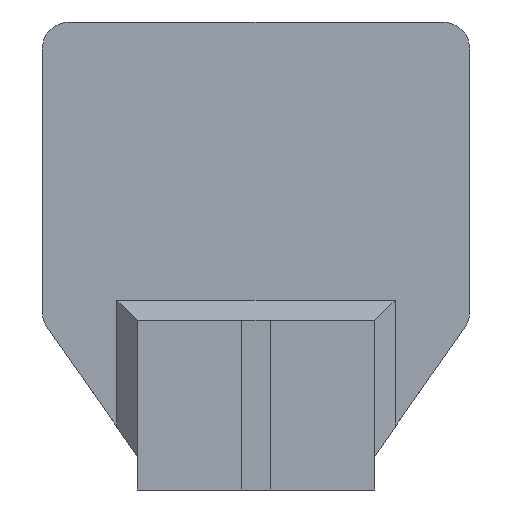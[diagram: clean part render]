
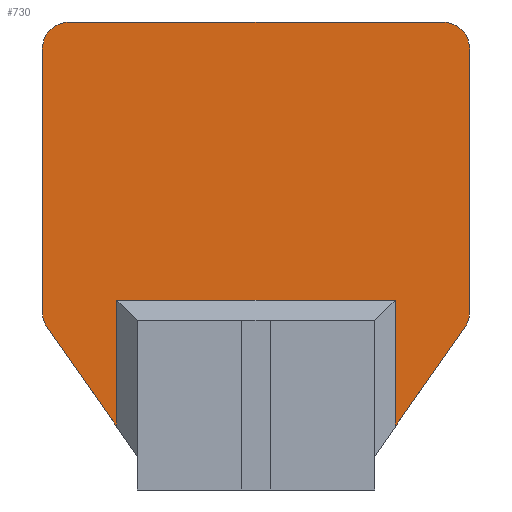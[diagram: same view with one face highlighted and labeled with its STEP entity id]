
A CAD part, front view. The second image highlights one B-rep face of the part: STEP entity #730.
In plain terms, the highlighted planar face has unit normal (0, -1, 0).
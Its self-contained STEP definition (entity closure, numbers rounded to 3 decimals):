
#42=CARTESIAN_POINT('Vertex',(-31.504,6.,26.261)) ;
#45=CARTESIAN_POINT('Line Origine',(-31.504,6.,45.631)) ;
#49=CARTESIAN_POINT('Vertex',(-31.504,6.,65.)) ;
#76=CARTESIAN_POINT('Axis2P3D Location',(-27.504,6.,65.)) ;
#80=CARTESIAN_POINT('Vertex',(-27.504,6.,69.)) ;
#107=CARTESIAN_POINT('Axis2P3D Location',(-27.504,6.,26.261)) ;
#111=CARTESIAN_POINT('Vertex',(-30.781,6.,23.967)) ;
#138=CARTESIAN_POINT('Line Origine',(-13.752,6.,69.)) ;
#142=CARTESIAN_POINT('Vertex',(0.,6.,69.)) ;
#170=CARTESIAN_POINT('Vertex',(27.504,6.,69.)) ;
#178=CARTESIAN_POINT('Line Origine',(13.752,6.,69.)) ;
#195=CARTESIAN_POINT('Axis2P3D Location',(27.504,6.,65.)) ;
#199=CARTESIAN_POINT('Vertex',(31.504,6.,65.)) ;
#226=CARTESIAN_POINT('Line Origine',(31.504,6.,45.631)) ;
#230=CARTESIAN_POINT('Vertex',(31.504,6.,26.261)) ;
#257=CARTESIAN_POINT('Axis2P3D Location',(27.504,6.,26.261)) ;
#261=CARTESIAN_POINT('Vertex',(30.781,6.,23.967)) ;
#562=CARTESIAN_POINT('Line Origine',(25.64,6.,16.626)) ;
#566=CARTESIAN_POINT('Vertex',(20.5,6.,9.284)) ;
#616=CARTESIAN_POINT('Vertex',(20.5,6.,28.)) ;
#619=CARTESIAN_POINT('Line Origine',(20.5,6.,37.)) ;
#636=CARTESIAN_POINT('Line Origine',(0.,6.,28.)) ;
#640=CARTESIAN_POINT('Vertex',(-20.5,6.,28.)) ;
#670=CARTESIAN_POINT('Vertex',(-20.5,6.,9.284)) ;
#673=CARTESIAN_POINT('Line Origine',(-25.64,6.,16.626)) ;
#705=CARTESIAN_POINT('Axis2P3D Location',(0.,6.,0.)) ;
#710=CARTESIAN_POINT('Line Origine',(-20.5,6.,18.642)) ;
#47=VECTOR('Line Direction',#46,1.) ;
#140=VECTOR('Line Direction',#139,1.) ;
#180=VECTOR('Line Direction',#179,1.) ;
#228=VECTOR('Line Direction',#227,1.) ;
#564=VECTOR('Line Direction',#563,1.) ;
#621=VECTOR('Line Direction',#620,1.) ;
#638=VECTOR('Line Direction',#637,1.) ;
#675=VECTOR('Line Direction',#674,1.) ;
#712=VECTOR('Line Direction',#711,1.) ;
#46=DIRECTION('Vector Direction',(0.,0.,1.)) ;
#77=DIRECTION('Axis2P3D Direction',(0.,-1.,0.)) ;
#108=DIRECTION('Axis2P3D Direction',(0.,-1.,-0.)) ;
#139=DIRECTION('Vector Direction',(1.,0.,0.)) ;
#179=DIRECTION('Vector Direction',(-1.,0.,0.)) ;
#196=DIRECTION('Axis2P3D Direction',(0.,-1.,0.)) ;
#227=DIRECTION('Vector Direction',(0.,0.,1.)) ;
#258=DIRECTION('Axis2P3D Direction',(0.,-1.,0.)) ;
#563=DIRECTION('Vector Direction',(0.574,0.,0.819)) ;
#620=DIRECTION('Vector Direction',(0.,0.,-1.)) ;
#637=DIRECTION('Vector Direction',(-1.,0.,0.)) ;
#674=DIRECTION('Vector Direction',(-0.574,0.,0.819)) ;
#706=DIRECTION('Axis2P3D Direction',(0.,1.,-0.)) ;
#707=DIRECTION('Axis2P3D XDirection',(-1.,0.,0.)) ;
#711=DIRECTION('Vector Direction',(0.,0.,-1.)) ;
#78=AXIS2_PLACEMENT_3D('Circle Axis2P3D',#76,#77,$) ;
#109=AXIS2_PLACEMENT_3D('Circle Axis2P3D',#107,#108,$) ;
#197=AXIS2_PLACEMENT_3D('Circle Axis2P3D',#195,#196,$) ;
#259=AXIS2_PLACEMENT_3D('Circle Axis2P3D',#257,#258,$) ;
#708=AXIS2_PLACEMENT_3D('Plane Axis2P3D',#705,#706,#707) ;
#48=LINE('Line',#45,#47) ;
#141=LINE('Line',#138,#140) ;
#181=LINE('Line',#178,#180) ;
#229=LINE('Line',#226,#228) ;
#565=LINE('Line',#562,#564) ;
#622=LINE('Line',#619,#621) ;
#639=LINE('Line',#636,#638) ;
#676=LINE('Line',#673,#675) ;
#713=LINE('Line',#710,#712) ;
#79=CIRCLE('generated circle',#78,4.) ;
#110=CIRCLE('generated circle',#109,4.) ;
#198=CIRCLE('generated circle',#197,4.) ;
#260=CIRCLE('generated circle',#259,4.) ;
#709=PLANE('',#708) ;
#51=EDGE_CURVE('',#43,#50,#48,.T.) ;
#82=EDGE_CURVE('',#50,#81,#79,.F.) ;
#113=EDGE_CURVE('',#112,#43,#110,.F.) ;
#144=EDGE_CURVE('',#81,#143,#141,.T.) ;
#182=EDGE_CURVE('',#143,#171,#181,.F.) ;
#201=EDGE_CURVE('',#171,#200,#198,.F.) ;
#232=EDGE_CURVE('',#200,#231,#229,.F.) ;
#263=EDGE_CURVE('',#231,#262,#260,.F.) ;
#568=EDGE_CURVE('',#262,#567,#565,.F.) ;
#623=EDGE_CURVE('',#567,#617,#622,.F.) ;
#642=EDGE_CURVE('',#641,#617,#639,.F.) ;
#677=EDGE_CURVE('',#671,#112,#676,.T.) ;
#714=EDGE_CURVE('',#641,#671,#713,.T.) ;
#716=ORIENTED_EDGE('',*,*,#201,.F.) ;
#717=ORIENTED_EDGE('',*,*,#182,.F.) ;
#718=ORIENTED_EDGE('',*,*,#144,.F.) ;
#719=ORIENTED_EDGE('',*,*,#82,.F.) ;
#720=ORIENTED_EDGE('',*,*,#51,.F.) ;
#721=ORIENTED_EDGE('',*,*,#113,.F.) ;
#722=ORIENTED_EDGE('',*,*,#677,.F.) ;
#723=ORIENTED_EDGE('',*,*,#714,.F.) ;
#724=ORIENTED_EDGE('',*,*,#642,.T.) ;
#725=ORIENTED_EDGE('',*,*,#623,.F.) ;
#726=ORIENTED_EDGE('',*,*,#568,.F.) ;
#727=ORIENTED_EDGE('',*,*,#263,.F.) ;
#728=ORIENTED_EDGE('',*,*,#232,.F.) ;
#715=EDGE_LOOP('',(#716,#717,#718,#719,#720,#721,#722,#723,#724,#725,#726,#727,#728)) ;
#43=VERTEX_POINT('',#42) ;
#50=VERTEX_POINT('',#49) ;
#81=VERTEX_POINT('',#80) ;
#112=VERTEX_POINT('',#111) ;
#143=VERTEX_POINT('',#142) ;
#171=VERTEX_POINT('',#170) ;
#200=VERTEX_POINT('',#199) ;
#231=VERTEX_POINT('',#230) ;
#262=VERTEX_POINT('',#261) ;
#567=VERTEX_POINT('',#566) ;
#617=VERTEX_POINT('',#616) ;
#641=VERTEX_POINT('',#640) ;
#671=VERTEX_POINT('',#670) ;
#730=ADVANCED_FACE('PartBody',(#729),#709,.F.) ;
#729=FACE_OUTER_BOUND('',#715,.T.) ;
